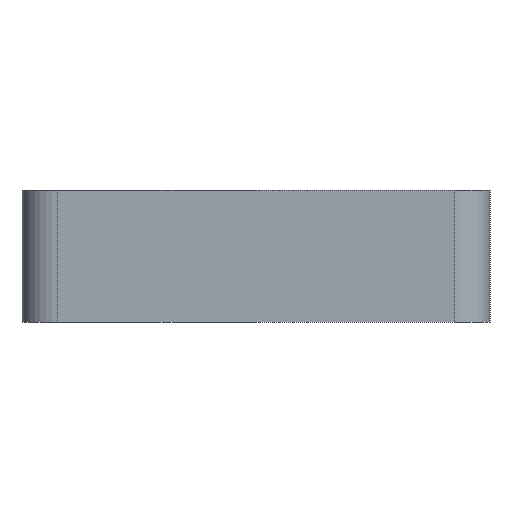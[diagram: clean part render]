
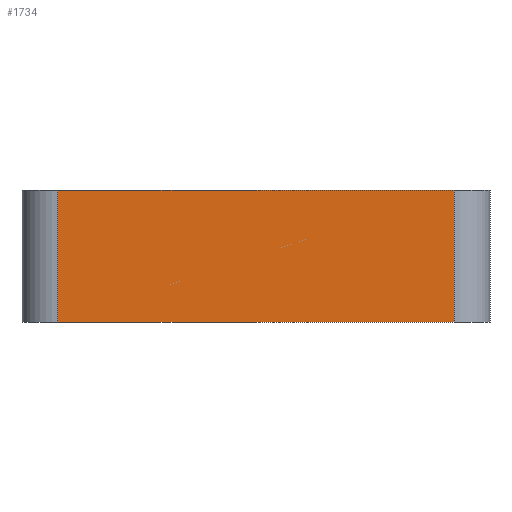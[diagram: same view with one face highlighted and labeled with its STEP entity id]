
A CAD part, front view. The second image highlights one B-rep face of the part: STEP entity #1734.
In plain terms, the highlighted planar face has unit normal (0, -1, 0).
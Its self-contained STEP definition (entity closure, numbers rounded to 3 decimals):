
#248=FACE_OUTER_BOUND('',#354,.T.);
#354=EDGE_LOOP('',(#1579,#1580,#1581,#1582));
#432=LINE('',#2686,#596);
#472=LINE('',#2806,#636);
#519=LINE('',#2942,#683);
#520=LINE('',#2944,#684);
#596=VECTOR('',#2134,10.);
#636=VECTOR('',#2266,10.);
#683=VECTOR('',#2423,10.);
#684=VECTOR('',#2426,10.);
#789=VERTEX_POINT('',#2683);
#790=VERTEX_POINT('',#2685);
#823=VERTEX_POINT('',#2803);
#824=VERTEX_POINT('',#2805);
#974=EDGE_CURVE('',#789,#790,#432,.T.);
#1034=EDGE_CURVE('',#823,#824,#472,.T.);
#1103=EDGE_CURVE('',#824,#789,#519,.T.);
#1104=EDGE_CURVE('',#823,#790,#520,.T.);
#1579=ORIENTED_EDGE('',*,*,#1103,.F.);
#1580=ORIENTED_EDGE('',*,*,#1034,.F.);
#1581=ORIENTED_EDGE('',*,*,#1104,.T.);
#1582=ORIENTED_EDGE('',*,*,#974,.F.);
#1654=PLANE('',#1923);
#1734=ADVANCED_FACE('',(#248),#1654,.T.);
#1923=AXIS2_PLACEMENT_3D('',#2943,#2424,#2425);
#2134=DIRECTION('',(-1.,0.,0.));
#2266=DIRECTION('',(1.,0.,0.));
#2423=DIRECTION('',(0.,0.,-1.));
#2424=DIRECTION('center_axis',(0.,-1.,0.));
#2425=DIRECTION('ref_axis',(1.,0.,0.));
#2426=DIRECTION('',(0.,0.,-1.));
#2683=CARTESIAN_POINT('',(36.,0.,-8.));
#2685=CARTESIAN_POINT('',(3.,0.,-8.));
#2686=CARTESIAN_POINT('',(36.,0.,-8.));
#2803=CARTESIAN_POINT('',(3.,0.,3.));
#2805=CARTESIAN_POINT('',(36.,0.,3.));
#2806=CARTESIAN_POINT('',(0.,0.,3.));
#2942=CARTESIAN_POINT('',(36.,0.,0.));
#2943=CARTESIAN_POINT('Origin',(0.,0.,0.));
#2944=CARTESIAN_POINT('',(3.,0.,0.));
